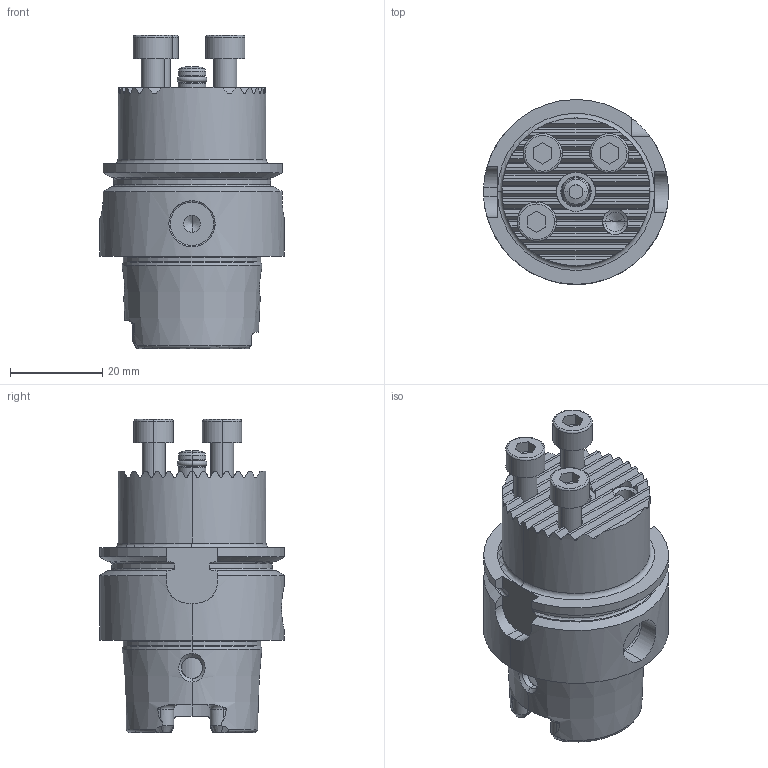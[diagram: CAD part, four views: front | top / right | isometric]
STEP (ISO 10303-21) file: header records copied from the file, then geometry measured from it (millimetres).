
FILE_DESCRIPTION(/* description */ (''),/* implementation_level */ '2;1');
FILE_NAME(/* name */ '10010495948_stp.stp',/* time_stamp */ '2017-08-17T13:09:45+02:00',/* author */ (''),/* organization */ (''),/* preprocessor_version */ 'ST-DEVELOPER v15',/* originating_system */ 'SIEMENS PLM Software NX 9.0',/* authorisation */ '');
FILE_SCHEMA (('AUTOMOTIVE_DESIGN { 1 0 10303 214 3 1 1 1 }'));
Length unit declared in the file: millimetre
Products named in the file (1): krei1BD80DF4tf3b
Bounding box: 40 x 40 x 67.75 mm (x, y, z)
Volume: 39890.5 mm3; surface area: 13426 mm2
Topology: 1 solids, 1 shells, 319 faces, 841 edges, 529 vertices
Faces by surface type: plane 137, cylinder 94, cone 44, torus 41, sphere 2, bspline 1
Full cylindrical faces by diameter (mm): 7.6 x1, 8 x1
Entity records: 12013 total; most frequent: CARTESIAN_POINT 3824, ORIENTED_EDGE 1658, DIRECTION 1597, EDGE_CURVE 829, AXIS2_PLACEMENT_3D 640, VERTEX_POINT 527, EDGE_LOOP 338, ADVANCED_FACE 319
